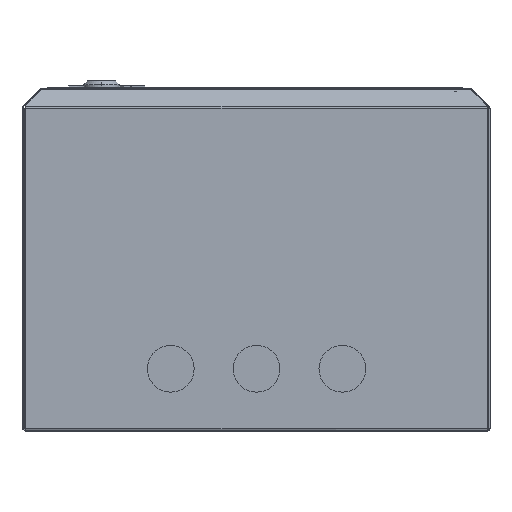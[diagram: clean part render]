
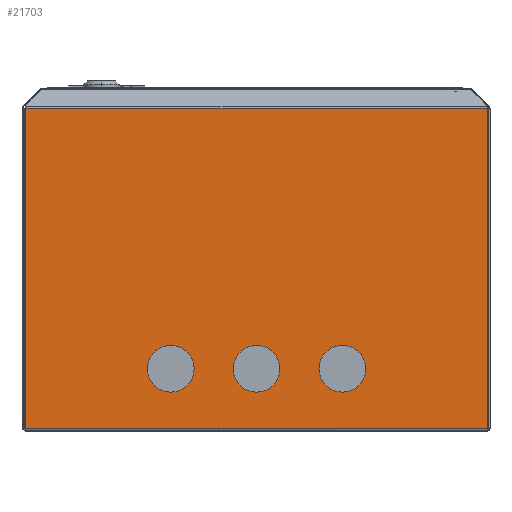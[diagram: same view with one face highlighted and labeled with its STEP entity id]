
A CAD part, front view. The second image highlights one B-rep face of the part: STEP entity #21703.
In plain terms, the highlighted planar face has unit normal (0, -1, 0).
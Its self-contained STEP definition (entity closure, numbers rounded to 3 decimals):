
#196 = CIRCLE ( 'NONE', #28025, 15. ) ;
#652 = ORIENTED_EDGE ( 'NONE', *, *, #10343, .F. ) ;
#815 = VERTEX_POINT ( 'NONE', #2403 ) ;
#921 = CARTESIAN_POINT ( 'NONE',  ( -189.65, 0., 38.3 ) ) ;
#1102 = CARTESIAN_POINT ( 'NONE',  ( -149.65, 0., 38.3 ) ) ;
#1185 = ORIENTED_EDGE ( 'NONE', *, *, #11394, .F. ) ;
#1345 = DIRECTION ( 'NONE',  ( 1., 0., 0. ) ) ;
#1430 = DIRECTION ( 'NONE',  ( 0., -1., 0. ) ) ;
#1565 = AXIS2_PLACEMENT_3D ( 'NONE', #27395, #14384, #1345 ) ;
#2077 = AXIS2_PLACEMENT_3D ( 'NONE', #1102, #16320, #3288 ) ;
#2165 = CARTESIAN_POINT ( 'NONE',  ( -1.7, 0., 0. ) ) ;
#2403 = CARTESIAN_POINT ( 'NONE',  ( -219.65, 0., 38.3 ) ) ;
#2531 = DIRECTION ( 'NONE',  ( 0., -1., 0. ) ) ;
#2930 = EDGE_LOOP ( 'NONE', ( #23054, #16138 ) ) ;
#3140 = FACE_BOUND ( 'NONE', #12787, .T. ) ;
#3288 = DIRECTION ( 'NONE',  ( 1., 0., 0. ) ) ;
#4132 = ORIENTED_EDGE ( 'NONE', *, *, #10660, .F. ) ;
#4364 = AXIS2_PLACEMENT_3D ( 'NONE', #12271, #27480, #14464 ) ;
#4395 = AXIS2_PLACEMENT_3D ( 'NONE', #20297, #7174, #24655 ) ;
#4680 = CIRCLE ( 'NONE', #1565, 15. ) ;
#4899 = EDGE_CURVE ( 'NONE', #10158, #7475, #13655, .T. ) ;
#5405 = CIRCLE ( 'NONE', #2077, 15. ) ;
#5991 = CARTESIAN_POINT ( 'NONE',  ( -297.6, 0., 205.4 ) ) ;
#6697 = CARTESIAN_POINT ( 'NONE',  ( -164.65, 0., 38.3 ) ) ;
#7174 = DIRECTION ( 'NONE',  ( 0., -1., 0. ) ) ;
#7465 = VERTEX_POINT ( 'NONE', #22545 ) ;
#7475 = VERTEX_POINT ( 'NONE', #22648 ) ;
#7619 = EDGE_CURVE ( 'NONE', #10158, #17326, #8155, .T. ) ;
#7843 = VECTOR ( 'NONE', #22157, 1000. ) ;
#8155 = LINE ( 'NONE', #27310, #24117 ) ;
#8663 = EDGE_CURVE ( 'NONE', #16300, #9133, #4680, .T. ) ;
#8918 = FACE_BOUND ( 'NONE', #2930, .T. ) ;
#9103 = VERTEX_POINT ( 'NONE', #15363 ) ;
#9133 = VERTEX_POINT ( 'NONE', #6697 ) ;
#9460 = PLANE ( 'NONE',  #4395 ) ;
#10158 = VERTEX_POINT ( 'NONE', #11036 ) ;
#10343 = EDGE_CURVE ( 'NONE', #17326, #7465, #27072, .T. ) ;
#10660 = EDGE_CURVE ( 'NONE', #25880, #9103, #196, .T. ) ;
#10906 = DIRECTION ( 'NONE',  ( 0., -1., 0. ) ) ;
#11036 = CARTESIAN_POINT ( 'NONE',  ( -1.7, 0., 205.4 ) ) ;
#11394 = EDGE_CURVE ( 'NONE', #9103, #25880, #20579, .T. ) ;
#11755 = EDGE_LOOP ( 'NONE', ( #19678, #21492 ) ) ;
#12271 = CARTESIAN_POINT ( 'NONE',  ( -94.65, 0., 38.3 ) ) ;
#12787 = EDGE_LOOP ( 'NONE', ( #1185, #4132 ) ) ;
#12832 = VECTOR ( 'NONE', #21197, 1000. ) ;
#13655 = LINE ( 'NONE', #19984, #7843 ) ;
#13725 = AXIS2_PLACEMENT_3D ( 'NONE', #23901, #10906, #26104 ) ;
#14384 = DIRECTION ( 'NONE',  ( 0., -1., 0. ) ) ;
#14464 = DIRECTION ( 'NONE',  ( 1., 0., 0. ) ) ;
#14467 = CARTESIAN_POINT ( 'NONE',  ( -204.65, 0., 38.3 ) ) ;
#14718 = FACE_BOUND ( 'NONE', #11755, .T. ) ;
#15363 = CARTESIAN_POINT ( 'NONE',  ( -79.65, 0., 38.3 ) ) ;
#15542 = EDGE_CURVE ( 'NONE', #23353, #815, #19958, .T. ) ;
#15561 = CARTESIAN_POINT ( 'NONE',  ( -94.65, 0., 38.3 ) ) ;
#15619 = EDGE_CURVE ( 'NONE', #7475, #7465, #17928, .T. ) ;
#16130 = ORIENTED_EDGE ( 'NONE', *, *, #7619, .F. ) ;
#16138 = ORIENTED_EDGE ( 'NONE', *, *, #23385, .F. ) ;
#16300 = VERTEX_POINT ( 'NONE', #21919 ) ;
#16320 = DIRECTION ( 'NONE',  ( 0., -1., 0. ) ) ;
#16663 = DIRECTION ( 'NONE',  ( -1., 0., 0. ) ) ;
#16803 = ORIENTED_EDGE ( 'NONE', *, *, #4899, .T. ) ;
#17326 = VERTEX_POINT ( 'NONE', #2165 ) ;
#17753 = DIRECTION ( 'NONE',  ( 1., 0., 0. ) ) ;
#17928 = LINE ( 'NONE', #5991, #12832 ) ;
#19678 = ORIENTED_EDGE ( 'NONE', *, *, #15542, .F. ) ;
#19958 = CIRCLE ( 'NONE', #22470, 15. ) ;
#19984 = CARTESIAN_POINT ( 'NONE',  ( 0., 0., 205.4 ) ) ;
#20297 = CARTESIAN_POINT ( 'NONE',  ( 0., 0., 205.4 ) ) ;
#20386 = EDGE_LOOP ( 'NONE', ( #652, #16130, #16803, #26033 ) ) ;
#20579 = CIRCLE ( 'NONE', #4364, 15. ) ;
#20597 = VECTOR ( 'NONE', #22787, 1000. ) ;
#20838 = DIRECTION ( 'NONE',  ( 0., 0., -1. ) ) ;
#21197 = DIRECTION ( 'NONE',  ( 0., 0., -1. ) ) ;
#21490 = EDGE_CURVE ( 'NONE', #815, #23353, #27308, .T. ) ;
#21492 = ORIENTED_EDGE ( 'NONE', *, *, #21490, .F. ) ;
#21703 = ADVANCED_FACE ( 'NONE', ( #14718, #3140, #8918, #26266 ), #9460, .T. ) ;
#21919 = CARTESIAN_POINT ( 'NONE',  ( -134.65, 0., 38.3 ) ) ;
#22157 = DIRECTION ( 'NONE',  ( -1., 0., 0. ) ) ;
#22470 = AXIS2_PLACEMENT_3D ( 'NONE', #14467, #1430, #16663 ) ;
#22545 = CARTESIAN_POINT ( 'NONE',  ( -297.6, 0., 0. ) ) ;
#22648 = CARTESIAN_POINT ( 'NONE',  ( -297.6, 0., 205.4 ) ) ;
#22787 = DIRECTION ( 'NONE',  ( -1., 0., 0. ) ) ;
#23054 = ORIENTED_EDGE ( 'NONE', *, *, #8663, .F. ) ;
#23353 = VERTEX_POINT ( 'NONE', #921 ) ;
#23385 = EDGE_CURVE ( 'NONE', #9133, #16300, #5405, .T. ) ;
#23901 = CARTESIAN_POINT ( 'NONE',  ( -204.65, 0., 38.3 ) ) ;
#24117 = VECTOR ( 'NONE', #20838, 1000. ) ;
#24655 = DIRECTION ( 'NONE',  ( 1., 0., 0. ) ) ;
#24972 = CARTESIAN_POINT ( 'NONE',  ( 0., 0., 0. ) ) ;
#25832 = CARTESIAN_POINT ( 'NONE',  ( -109.65, 0., 38.3 ) ) ;
#25880 = VERTEX_POINT ( 'NONE', #25832 ) ;
#26033 = ORIENTED_EDGE ( 'NONE', *, *, #15619, .T. ) ;
#26104 = DIRECTION ( 'NONE',  ( -1., 0., 0. ) ) ;
#26266 = FACE_OUTER_BOUND ( 'NONE', #20386, .T. ) ;
#27072 = LINE ( 'NONE', #24972, #20597 ) ;
#27308 = CIRCLE ( 'NONE', #13725, 15. ) ;
#27310 = CARTESIAN_POINT ( 'NONE',  ( -1.7, 0., 205.4 ) ) ;
#27395 = CARTESIAN_POINT ( 'NONE',  ( -149.65, 0., 38.3 ) ) ;
#27480 = DIRECTION ( 'NONE',  ( 0., -1., 0. ) ) ;
#28025 = AXIS2_PLACEMENT_3D ( 'NONE', #15561, #2531, #17753 ) ;
